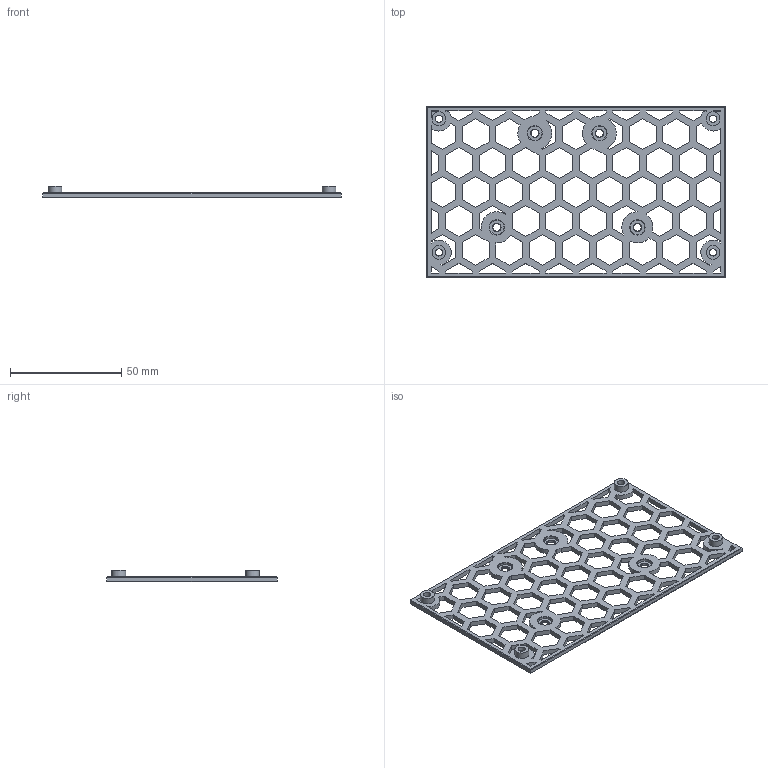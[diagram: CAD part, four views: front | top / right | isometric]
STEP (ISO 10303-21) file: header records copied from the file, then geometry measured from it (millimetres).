
FILE_DESCRIPTION(/* description */ (''),/* implementation_level */ '2;1');
FILE_NAME(/* name */ 'hexa_distro_fusion_holder_v2.step',/* time_stamp */ '2025-07-31T13:25:00+02:00',/* author */ (''),/* organization */ (''),/* preprocessor_version */ 'ST-DEVELOPER v20.1',/* originating_system */ 'Autodesk Translation Framework v14.10.0.0',/* authorisation */ '');
FILE_SCHEMA (('AUTOMOTIVE_DESIGN { 1 0 10303 214 3 1 1 }'));
Length unit declared in the file: millimetre
Products named in the file (1): hexa_distro_fusion_holder
Bounding box: 133.99 x 76.71 x 5.2 mm (x, y, z)
Volume: 10805.4 mm3; surface area: 16454.3 mm2
Topology: 1 solids, 1 shells, 442 faces, 1265 edges, 837 vertices
Faces by surface type: plane 391, cylinder 39, cone 12
Full cylindrical faces by diameter (mm): 3.2 x4, 3.4 x4, 4.7 x4, 6.2 x4, 6.5 x4
Entity records: 14521 total; most frequent: CARTESIAN_POINT 2545, ORIENTED_EDGE 2530, DIRECTION 2242, EDGE_CURVE 1265, LINE 1174, VECTOR 1174, VERTEX_POINT 837, EDGE_LOOP 604
